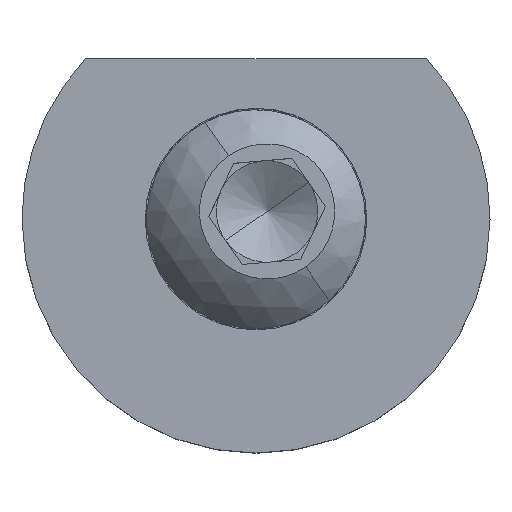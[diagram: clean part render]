
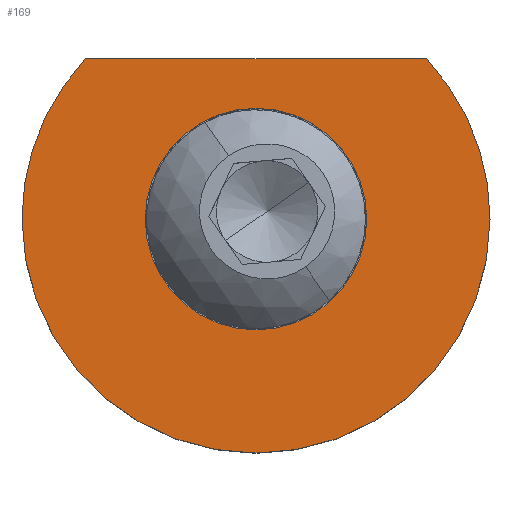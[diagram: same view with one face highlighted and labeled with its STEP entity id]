
A CAD part, top view. The second image highlights one B-rep face of the part: STEP entity #169.
In plain terms, the highlighted planar face has unit normal (0, 0, 1).
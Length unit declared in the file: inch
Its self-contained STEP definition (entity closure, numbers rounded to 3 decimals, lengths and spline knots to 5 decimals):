
#75 = EDGE_CURVE ( 'NONE', #82, #86, #481, .T. ) ;
#82 = VERTEX_POINT ( 'NONE', #502 ) ;
#86 = VERTEX_POINT ( 'NONE', #505 ) ;
#102 = VERTEX_POINT ( 'NONE', #551 ) ;
#110 = EDGE_CURVE ( 'NONE', #102, #122, #531, .T. ) ;
#114 = VERTEX_POINT ( 'NONE', #578 ) ;
#118 = EDGE_CURVE ( 'NONE', #114, #102, #567, .T. ) ;
#122 = VERTEX_POINT ( 'NONE', #577 ) ;
#169 = ADVANCED_FACE ( 'NONE', ( #670, #671 ), #669, .T. ) ;
#170 = ORIENTED_EDGE ( 'NONE', *, *, #428, .F. ) ;
#171 = VERTEX_POINT ( 'NONE', #712 ) ;
#176 = EDGE_CURVE ( 'NONE', #171, #114, #668, .T. ) ;
#196 = EDGE_LOOP ( 'NONE', ( #170, #277 ) ) ;
#261 = ORIENTED_EDGE ( 'NONE', *, *, #325, .T. ) ;
#277 = ORIENTED_EDGE ( 'NONE', *, *, #75, .F. ) ;
#278 = ORIENTED_EDGE ( 'NONE', *, *, #176, .T. ) ;
#290 = ORIENTED_EDGE ( 'NONE', *, *, #110, .T. ) ;
#293 = ORIENTED_EDGE ( 'NONE', *, *, #118, .T. ) ;
#325 = EDGE_CURVE ( 'NONE', #122, #171, #815, .T. ) ;
#326 = EDGE_LOOP ( 'NONE', ( #278, #293, #290, #261 ) ) ;
#428 = EDGE_CURVE ( 'NONE', #86, #82, #1071, .T. ) ;
#473 = DIRECTION ( 'NONE',  ( 1., 0., 0. ) ) ;
#474 = DIRECTION ( 'NONE',  ( 0., 0., 1. ) ) ;
#475 = AXIS2_PLACEMENT_3D ( 'NONE', #487, #474, #473 ) ;
#481 = CIRCLE ( 'NONE', #475, 0.4095 ) ;
#487 = CARTESIAN_POINT ( 'NONE',  ( 0., 0., 0.55 ) ) ;
#502 = CARTESIAN_POINT ( 'NONE',  ( -0.4095, 0., 0.55 ) ) ;
#505 = CARTESIAN_POINT ( 'NONE',  ( 0.4095, 0., 0.55 ) ) ;
#529 = CARTESIAN_POINT ( 'NONE',  ( 0., 0., 0.55 ) ) ;
#530 = AXIS2_PLACEMENT_3D ( 'NONE', #588, #575, #574 ) ;
#531 = CIRCLE ( 'NONE', #530, 0.865 ) ;
#551 = CARTESIAN_POINT ( 'NONE',  ( 0.865, 0., 0.55 ) ) ;
#562 = DIRECTION ( 'NONE',  ( 1., 0., 0. ) ) ;
#563 = DIRECTION ( 'NONE',  ( 0., 0., 1. ) ) ;
#564 = AXIS2_PLACEMENT_3D ( 'NONE', #529, #563, #562 ) ;
#567 = CIRCLE ( 'NONE', #564, 0.865 ) ;
#574 = DIRECTION ( 'NONE',  ( 1., 0., 0. ) ) ;
#575 = DIRECTION ( 'NONE',  ( 0., 0., 1. ) ) ;
#577 = CARTESIAN_POINT ( 'NONE',  ( 0.62974, 0.593, 0.55 ) ) ;
#578 = CARTESIAN_POINT ( 'NONE',  ( -0.865, 0., 0.55 ) ) ;
#588 = CARTESIAN_POINT ( 'NONE',  ( 0., 0., 0.55 ) ) ;
#624 = CARTESIAN_POINT ( 'NONE',  ( 0., 0., 0.55 ) ) ;
#625 = AXIS2_PLACEMENT_3D ( 'NONE', #624, #672, #682 ) ;
#668 = CIRCLE ( 'NONE', #709, 0.865 ) ;
#669 = PLANE ( 'NONE',  #625 ) ;
#670 = FACE_BOUND ( 'NONE', #196, .T. ) ;
#671 = FACE_OUTER_BOUND ( 'NONE', #326, .T. ) ;
#672 = DIRECTION ( 'NONE',  ( 0., 0., 1. ) ) ;
#682 = DIRECTION ( 'NONE',  ( 1., 0., 0. ) ) ;
#699 = DIRECTION ( 'NONE',  ( 1., 0., 0. ) ) ;
#700 = DIRECTION ( 'NONE',  ( 0., 0., 1. ) ) ;
#709 = AXIS2_PLACEMENT_3D ( 'NONE', #711, #700, #699 ) ;
#711 = CARTESIAN_POINT ( 'NONE',  ( 0., 0., 0.55 ) ) ;
#712 = CARTESIAN_POINT ( 'NONE',  ( -0.62974, 0.593, 0.55 ) ) ;
#815 = LINE ( 'NONE', #845, #897 ) ;
#844 = DIRECTION ( 'NONE',  ( -1., 0., 0. ) ) ;
#845 = CARTESIAN_POINT ( 'NONE',  ( 0., 0.593, 0.55 ) ) ;
#897 = VECTOR ( 'NONE', #844, 39.37008 ) ;
#1066 = DIRECTION ( 'NONE',  ( 1., 0., 0. ) ) ;
#1067 = DIRECTION ( 'NONE',  ( 0., 0., 1. ) ) ;
#1068 = CARTESIAN_POINT ( 'NONE',  ( 0., 0., 0.55 ) ) ;
#1069 = AXIS2_PLACEMENT_3D ( 'NONE', #1068, #1067, #1066 ) ;
#1071 = CIRCLE ( 'NONE', #1069, 0.4095 ) ;
